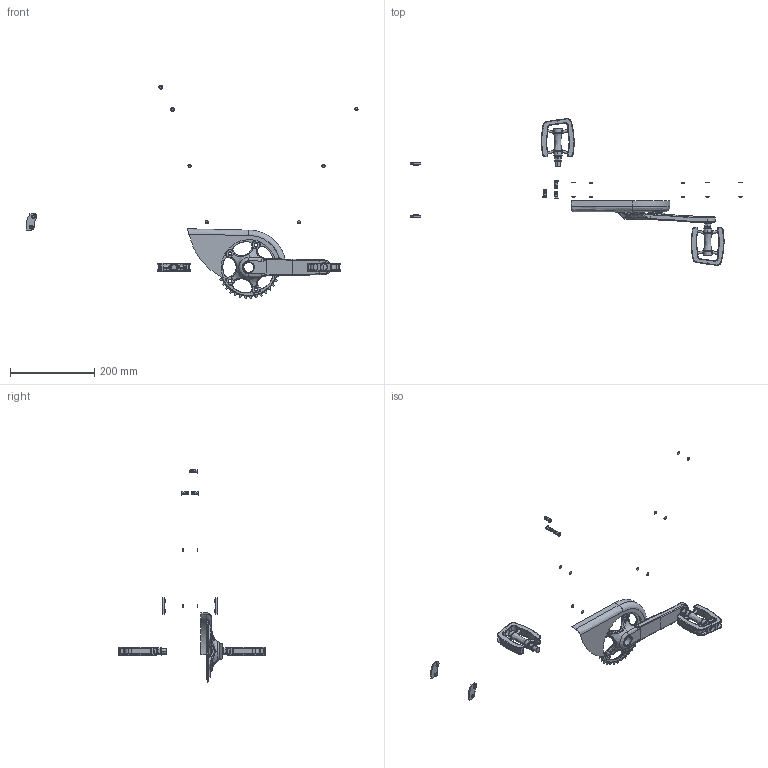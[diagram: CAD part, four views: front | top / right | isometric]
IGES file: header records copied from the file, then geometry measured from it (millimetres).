
Start section: Halo_AeroRage_Track_Wheel_Rear..SLDASM - CatalogComponentType Halo_AeroRage_Track_Wheel_Rear..SLDASM - VirtualComponentType Halo_AeroRage_Rim..SLDPRT - InstanceComponentType Halo_AeroRage_Rim..SLDPRT - PrototypeComponentType Halo_AeroRage_Rim..SLDPRT - PrototypeComponentType Halo_Track_Hub_Fixed_FreeWheel..SLDASM - InstanceComponentType Halo_Track_Hub_Fixed_FreeWheel..SLDASM - PrototypeComponentTy
Global section: file name: 55Hcurve_0713.igs; native system: Rhinoceros ( Aug 10 2015 ); preprocessor: Trout Lake IGES 012 Aug 10 2015; date: 160613.110029; units: inch
Bounding box: 786.42 x 348.14 x 505.21 mm (x, y, z)
Surface area: 131026.9 mm2 (no closed solid volume)
Topology: 0 solids, 0 shells, 1569 faces, 23898 edges, 23872 vertices
Faces by surface type: bspline 1569
